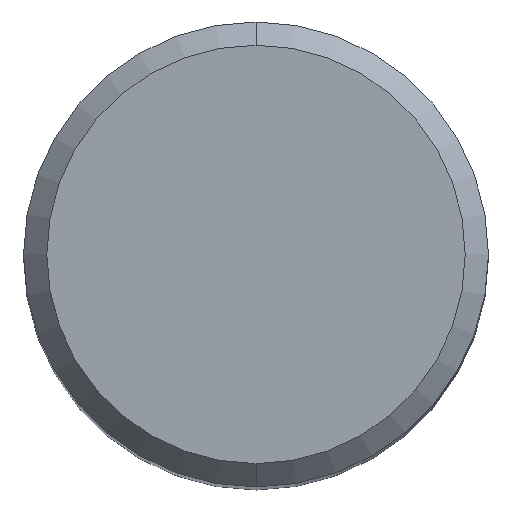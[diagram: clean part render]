
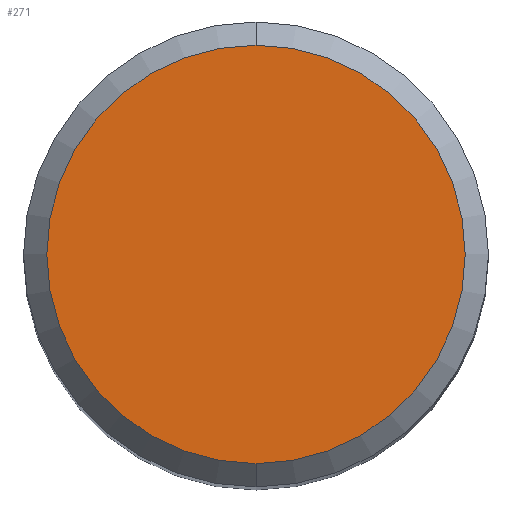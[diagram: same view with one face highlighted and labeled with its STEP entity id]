
A CAD part, top view. The second image highlights one B-rep face of the part: STEP entity #271.
In plain terms, the highlighted planar face has unit normal (0, 0, 1).
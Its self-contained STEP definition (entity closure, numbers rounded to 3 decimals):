
#235=EDGE_CURVE('',#325,#237,#530,.T.);
#237=VERTEX_POINT('',#532);
#271=ADVANCED_FACE('',(#571),#572,.T.);
#283=EDGE_CURVE('',#237,#325,#585,.T.);
#325=VERTEX_POINT('',#632);
#530=CIRCLE('',#895,4.5);
#532=CARTESIAN_POINT('',(0.,-4.5,0.));
#571=FACE_OUTER_BOUND('',#1005,.T.);
#572=PLANE('',#1006);
#585=CIRCLE('',#1037,4.5);
#632=CARTESIAN_POINT('',(0.0,4.5,0.));
#895=AXIS2_PLACEMENT_3D('',#1469,#1470,#1471);
#1005=EDGE_LOOP('',(#1522,#1523));
#1006=AXIS2_PLACEMENT_3D('',#1524,#1525,#1526);
#1037=AXIS2_PLACEMENT_3D('',#1538,#1539,#1540);
#1469=CARTESIAN_POINT('',(0.0,0.0,0.));
#1470=DIRECTION('',(0.0,0.0,-1.0));
#1471=DIRECTION('',(0.0,1.0,0.0));
#1522=ORIENTED_EDGE('',*,*,#235,.F.);
#1523=ORIENTED_EDGE('',*,*,#283,.F.);
#1524=CARTESIAN_POINT('',(0.0,2.25,0.));
#1525=DIRECTION('',(-0.0,0.0,1.0));
#1526=DIRECTION('',(0.0,-1.0,0.0));
#1538=CARTESIAN_POINT('',(0.0,0.0,0.));
#1539=DIRECTION('',(0.0,0.0,-1.0));
#1540=DIRECTION('',(0.0,1.0,0.0));
